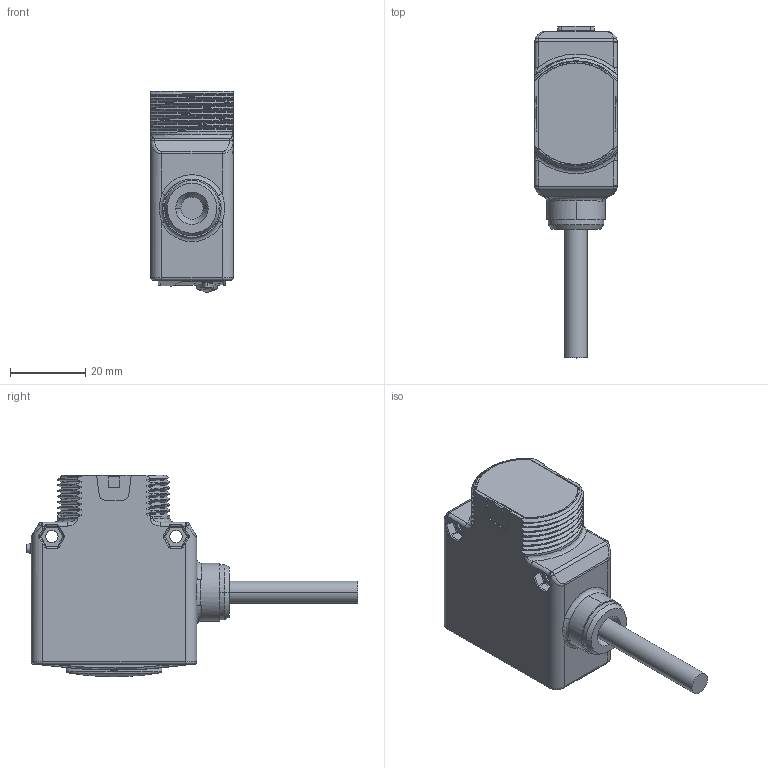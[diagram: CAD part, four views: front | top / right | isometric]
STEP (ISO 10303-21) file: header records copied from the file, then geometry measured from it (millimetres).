
FILE_DESCRIPTION((''),'2;1');
FILE_NAME('140609_SW','2008-06-03T',('banengservice'),('BANNER ENGINEERING'),'PRO/ENGINEER BY PARAMETRIC TECHNOLOGY CORPORATION, 2006170','PRO/ENGINEER BY PARAMETRIC TECHNOLOGY CORPORATION, 2006170','');
FILE_SCHEMA(('CONFIG_CONTROL_DESIGN'));
Length unit declared in the file: inch
Products named in the file (1): 140609_SW
Bounding box: 22 x 88.27 x 53.55 mm (x, y, z)
Volume: 18347 mm3; surface area: 18055.6 mm2
Topology: 2 solids, 2 shells, 651 faces, 1641 edges, 1008 vertices
Faces by surface type: cylinder 226, plane 198, bspline 108, torus 46, cone 35, sphere 34, extrusion 4
Entity records: 28580 total; most frequent: CARTESIAN_POINT 13772, ORIENTED_EDGE 3278, DIRECTION 2803, EDGE_CURVE 1639, AXIS2_PLACEMENT_3D 1034, VERTEX_POINT 1008, VECTOR 735, LINE 731
